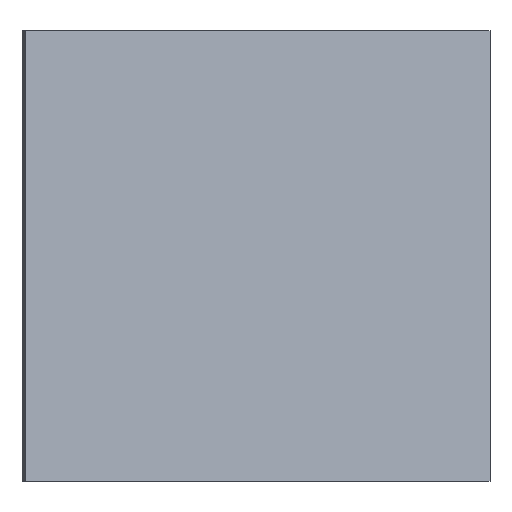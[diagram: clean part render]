
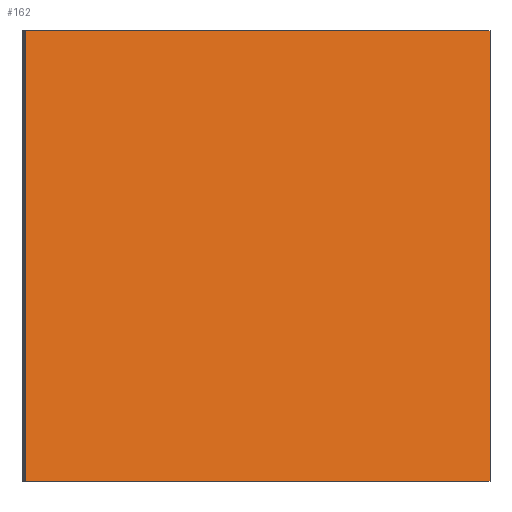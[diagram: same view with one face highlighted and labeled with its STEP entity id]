
A CAD part, front view. The second image highlights one B-rep face of the part: STEP entity #162.
In plain terms, the highlighted planar face has unit normal (0.417, -0.909, 0).
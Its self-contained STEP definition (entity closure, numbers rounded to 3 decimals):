
#72=CARTESIAN_POINT('',(-76.639,-120.293,0.));
#73=VERTEX_POINT('',#72);
#81=CARTESIAN_POINT('',(77.889,-49.434,0.));
#82=VERTEX_POINT('',#81);
#89=CARTESIAN_POINT('',(77.889,-49.434,-0.));
#90=DIRECTION('',(-0.909,-0.417,0.));
#91=VECTOR('',#90,170.);
#92=LINE('',#89,#91);
#93=EDGE_CURVE('',#82,#73,#92,.T.);
#105=CARTESIAN_POINT('',(77.889,-49.434,150.));
#106=VERTEX_POINT('',#105);
#113=CARTESIAN_POINT('',(77.889,-49.434,150.));
#114=DIRECTION('',(-0.,0.,-1.));
#115=VECTOR('',#114,150.);
#116=LINE('',#113,#115);
#117=EDGE_CURVE('',#106,#82,#116,.T.);
#129=CARTESIAN_POINT('',(-76.639,-120.293,150.));
#130=VERTEX_POINT('',#129);
#137=CARTESIAN_POINT('',(-76.639,-120.293,150.));
#138=DIRECTION('',(0.909,0.417,-0.));
#139=VECTOR('',#138,170.);
#140=LINE('',#137,#139);
#141=EDGE_CURVE('',#130,#106,#140,.T.);
#146=CARTESIAN_POINT('',(0.625,-84.863,75.));
#147=DIRECTION('',(0.417,-0.909,-0.));
#148=DIRECTION('',(-0.,0.,-1.));
#149=AXIS2_PLACEMENT_3D('',#146,#147,#148);
#150=PLANE('',#149);
#151=CARTESIAN_POINT('',(-76.639,-120.293,0.));
#152=DIRECTION('',(0.,-0.,1.));
#153=VECTOR('',#152,150.);
#154=LINE('',#151,#153);
#155=EDGE_CURVE('',#73,#130,#154,.T.);
#156=ORIENTED_EDGE('',*,*,#155,.F.);
#157=ORIENTED_EDGE('',*,*,#93,.F.);
#158=ORIENTED_EDGE('',*,*,#117,.F.);
#159=ORIENTED_EDGE('',*,*,#141,.F.);
#160=EDGE_LOOP('',(#156,#157,#158,#159));
#161=FACE_BOUND('',#160,.T.);
#162=ADVANCED_FACE('',(#161),#150,.T.);
